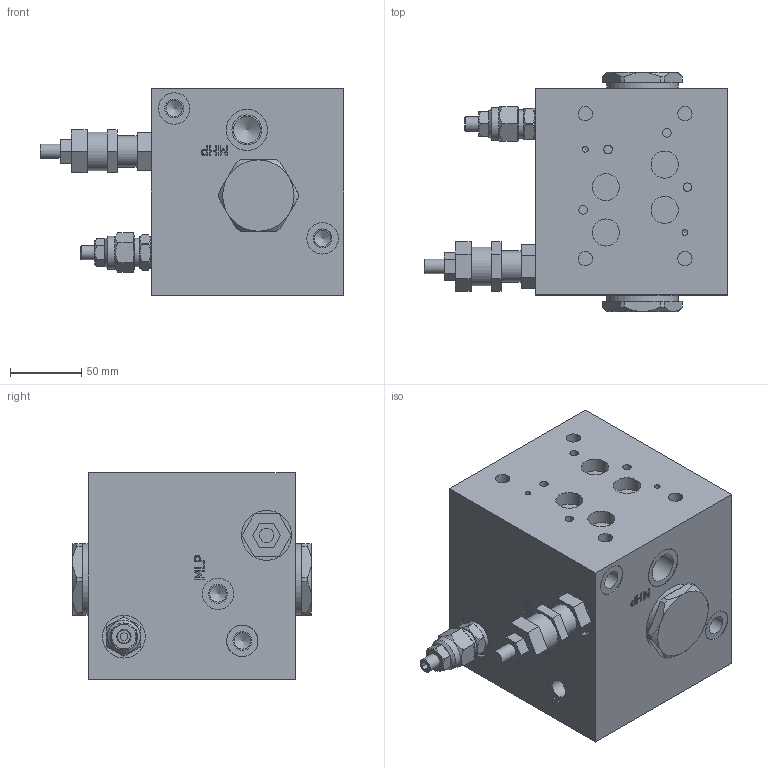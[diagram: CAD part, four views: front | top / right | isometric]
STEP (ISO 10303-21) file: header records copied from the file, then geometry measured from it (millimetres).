
FILE_DESCRIPTION(/* description */ ('Unknown'),/* implementation_level */ '2;1');
FILE_NAME(/* name */ 'OV.10065-001',/* time_stamp */ '2023-07-19T15:25:42+02:00',/* author */ ('Unknown'),/* organization */ ('Unknown'),/* preprocessor_version */ 'ST-DEVELOPER v18.102',/* originating_system */ 'Solid Edge',/* authorisation */ 'Unknown');
FILE_SCHEMA (('AUTOMOTIVE_DESIGN {1 0 10303 214 3 1 1}'));
Length unit declared in the file: millimetre
Products named in the file (1): ET217
Bounding box: 213 x 167.5 x 145 mm (x, y, z)
Volume: 2711269.3 mm3; surface area: 178395.9 mm2
Topology: 3 solids, 5 shells, 563 faces, 1350 edges, 881 vertices
Faces by surface type: plane 366, cylinder 107, cone 66, bspline 24
Full cylindrical faces by diameter (mm): 4 x2, 6 x4, 8.5 x4, 10 x10, 11 x1, 11.5 x8, 12.75 x1, 13.2 x8, 17.53 x1, 19 x6, 19.05 x1, 20 x1, 20.955 x2, 21 x2, 22 x10, 23 x1, 26 x1, 27 x1, 29 x2, 30 x1, 30.18 x1, 30.5 x3, 33.249 x3, 35 x1, 39.5 x1, 41.91 x1, 42 x2, 46 x3, 50 x2, 55 x1
Entity records: 18380 total; most frequent: CARTESIAN_POINT 3341, ORIENTED_EDGE 2354, DIRECTION 2300, EDGE_CURVE 1177, VERTEX_POINT 846, AXIS2_PLACEMENT_3D 805, FACE_BOUND 785, EDGE_LOOP 768
